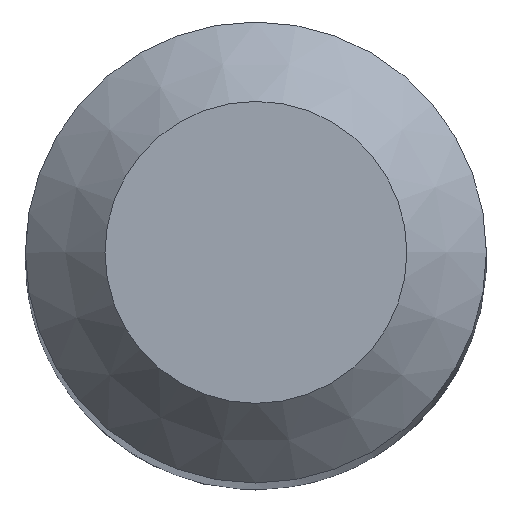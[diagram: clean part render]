
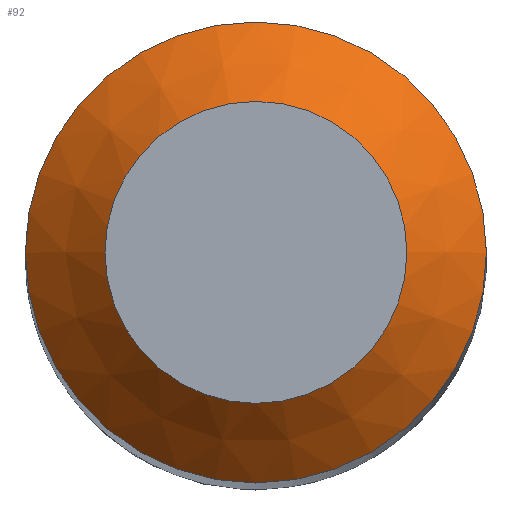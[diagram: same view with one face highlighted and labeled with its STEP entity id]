
A CAD part, top view. The second image highlights one B-rep face of the part: STEP entity #92.
In plain terms, the highlighted conical face has half-angle 45 degrees and reference radius 6 mm.
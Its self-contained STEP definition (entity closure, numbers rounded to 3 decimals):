
#32=CONICAL_SURFACE('',#388,6.,45.);
#92=ADVANCED_FACE('',(#98,#99),#32,.T.);
#98=FACE_BOUND('',#120,.T.);
#99=FACE_BOUND('',#121,.T.);
#120=EDGE_LOOP('',(#252));
#121=EDGE_LOOP('',(#253));
#252=ORIENTED_EDGE('',*,*,#338,.F.);
#253=ORIENTED_EDGE('',*,*,#309,.F.);
#274=VERTEX_POINT('',#635);
#288=VERTEX_POINT('',#5128);
#309=EDGE_CURVE('',#274,#274,#347,.T.);
#338=EDGE_CURVE('',#288,#288,#352,.T.);
#347=CIRCLE('',#379,8.);
#352=CIRCLE('',#386,5.24);
#379=AXIS2_PLACEMENT_3D('',#634,#411,#412);
#386=AXIS2_PLACEMENT_3D('',#5127,#425,#426);
#388=AXIS2_PLACEMENT_3D('',#5130,#429,#430);
#411=DIRECTION('',(0.,0.,-1.));
#412=DIRECTION('',(-1.,0.,0.));
#425=DIRECTION('',(0.,0.,1.));
#426=DIRECTION('',(1.,0.,0.));
#429=DIRECTION('',(0.,0.,-1.));
#430=DIRECTION('',(-1.,0.,0.));
#634=CARTESIAN_POINT('',(0.,0.,-2.76));
#635=CARTESIAN_POINT('',(-8.,0.,-2.76));
#5127=CARTESIAN_POINT('',(0.,0.,0.));
#5128=CARTESIAN_POINT('',(5.24,0.,0.));
#5130=CARTESIAN_POINT('',(0.,0.,-0.76));
